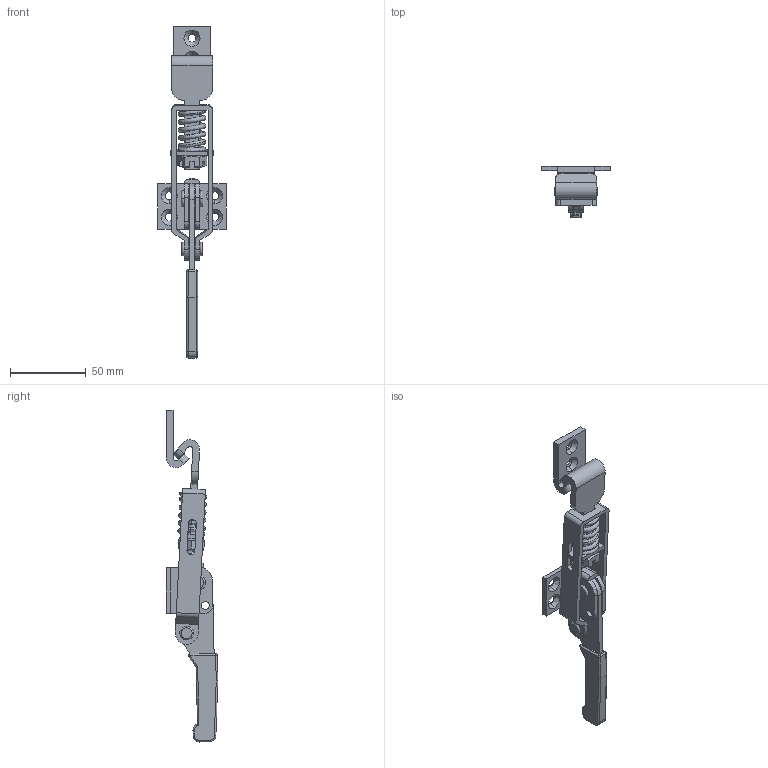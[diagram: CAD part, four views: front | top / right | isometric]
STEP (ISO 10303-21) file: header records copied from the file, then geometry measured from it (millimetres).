
FILE_DESCRIPTION( (''), '2;1');
FILE_NAME ('PC3102.231216.TL_199_22590.stp','2025-11-11T21:18:01',(''),(''),'spGate 20.6.3 (****-****-****-****)','','');
FILE_SCHEMA (('AUTOMOTIVE_DESIGN'));
Length unit declared in the file: millimetre
Products named in the file (8): Assembly; アーム; キーパー; ナット; フック; ベース; レバー; スプリング
Assembly tree (7 placements, depth 2):
  Assembly
    アーム
    キーパー
    ナット
    フック
    ベース
    レバー
    スプリング
Bounding box: 45 x 33.92 x 218.9 mm (x, y, z)
Volume: 42967.5 mm3; surface area: 32242 mm2
Topology: 7 solids, 7 shells, 287 faces, 736 edges, 464 vertices
Faces by surface type: plane 143, cylinder 84, bspline 56, sphere 4
Entity records: 18050 total; most frequent: CARTESIAN_POINT 5333, ORIENTED_EDGE 1464, DIRECTION 1304, COLOUR_RGB 1026, PRESENTATION_STYLE_ASSIGNMENT 1026, STYLED_ITEM 1026, EDGE_CURVE 732, DRAUGHTING_PRE_DEFINED_CURVE_FONT 732
